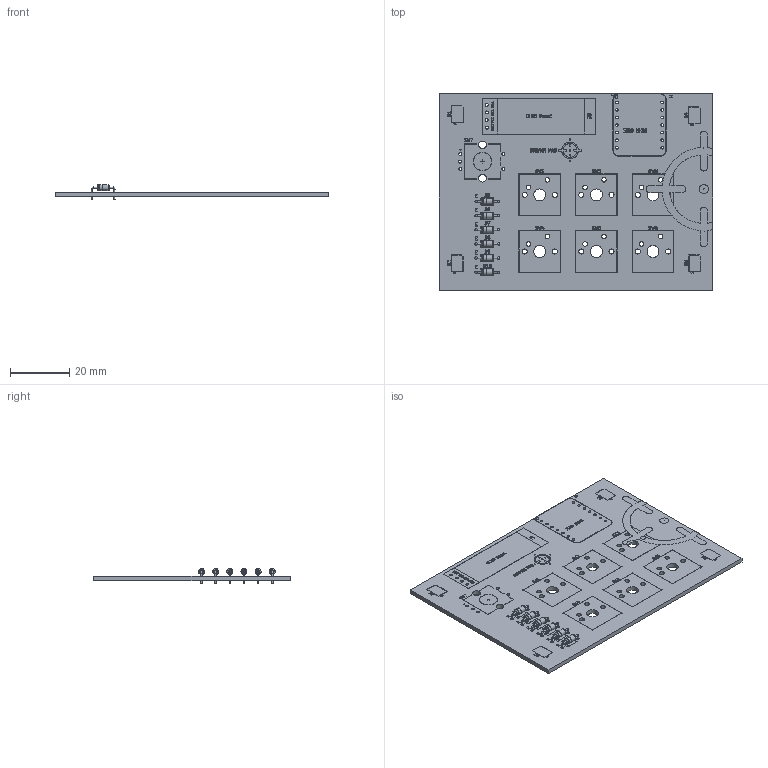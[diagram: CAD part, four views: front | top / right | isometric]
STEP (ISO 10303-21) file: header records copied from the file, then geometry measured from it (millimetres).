
FILE_DESCRIPTION(('KiCad electronic assembly'),'2;1');
FILE_NAME('HackPad_TheRealDeal.step','2025-06-06T00:12:16',('Pcbnew'),( 'Kicad'),'Open CASCADE STEP processor 7.8','KiCad to STEP converter' ,'Unknown');
FILE_SCHEMA(('AUTOMOTIVE_DESIGN { 1 0 10303 214 1 1 1 1 }'));
Length unit declared in the file: millimetre
Products named in the file (4): HackPad_TheRealDeal 1; D_DO-35_SOD27_P7.62mm_Horizontal; HackPad_TheRealDeal_silkscreen; HackPad_TheRealDeal_PCB
Assembly tree (8 placements, depth 2):
  HackPad_TheRealDeal 1
    D_DO-35_SOD27_P7.62mm_Horizontal  x6
    HackPad_TheRealDeal_silkscreen
    HackPad_TheRealDeal_PCB
Bounding box: 92 x 66 x 5.01 mm (x, y, z)
Volume: 9024.1 mm3; surface area: 13424.7 mm2
Topology: 13 solids, 137 shells, 293 faces, 3134 edges, 3003 vertices
Faces by surface type: plane 166, cylinder 103, torus 24
Full cylindrical faces by diameter (mm): 0.5 x18, 0.8 x12, 0.889 x14, 1 x9, 1.5 x12, 1.7 x12, 2 x12, 2.02 x6, 2.6 x2, 4 x6
Entity records: 28669 total; most frequent: CARTESIAN_POINT 6169, DIRECTION 4219, ORIENTED_EDGE 3251, EDGE_CURVE 3014, VERTEX_POINT 2933, LINE 2253, VECTOR 2253, AXIS2_PLACEMENT_3D 983
